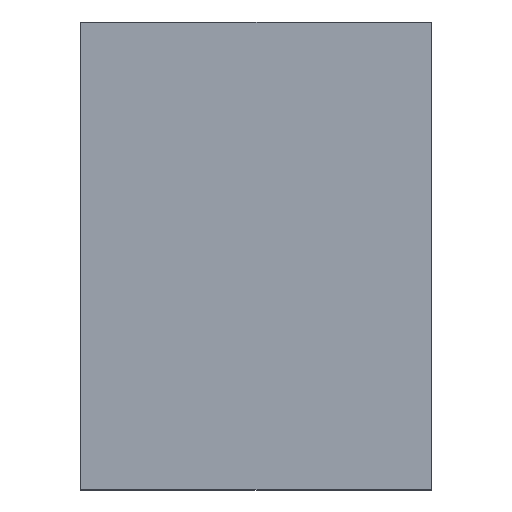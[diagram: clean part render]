
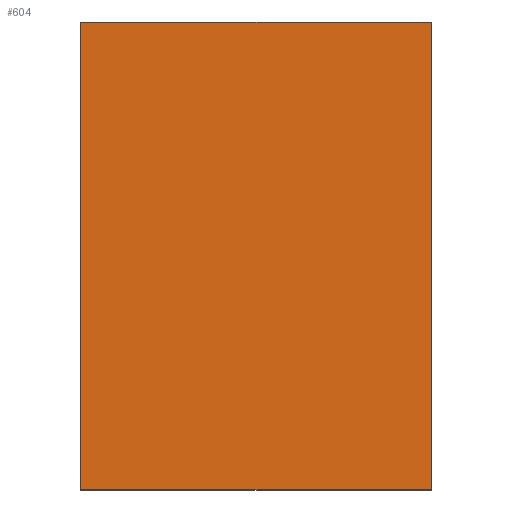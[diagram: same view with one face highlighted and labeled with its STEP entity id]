
A CAD part, left-side view. The second image highlights one B-rep face of the part: STEP entity #604.
In plain terms, the highlighted planar face has unit normal (-1, 0, 0).
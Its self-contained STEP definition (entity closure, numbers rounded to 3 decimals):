
#4 = EDGE_CURVE ( 'NONE', #1294, #958, #57, .T. ) ;
#35 = VECTOR ( 'NONE', #2001, 1000. ) ;
#39 = ORIENTED_EDGE ( 'NONE', *, *, #273, .T. ) ;
#57 = LINE ( 'NONE', #1991, #35 ) ;
#58 = CARTESIAN_POINT ( 'NONE',  ( -0.8, 0., -0.4 ) ) ;
#255 = LINE ( 'NONE', #869, #1491 ) ;
#273 = EDGE_CURVE ( 'NONE', #992, #958, #255, .T. ) ;
#275 = CARTESIAN_POINT ( 'NONE',  ( -0.8, 0., -0.4 ) ) ;
#280 = ORIENTED_EDGE ( 'NONE', *, *, #759, .F. ) ;
#391 = FACE_OUTER_BOUND ( 'NONE', #843, .T. ) ;
#392 = LINE ( 'NONE', #758, #2075 ) ;
#539 = DIRECTION ( 'NONE',  ( 0., 0., 1. ) ) ;
#576 = DIRECTION ( 'NONE',  ( 0., 1., 0. ) ) ;
#604 = ADVANCED_FACE ( 'NONE', ( #391 ), #1516, .T. ) ;
#612 = LINE ( 'NONE', #275, #1660 ) ;
#758 = CARTESIAN_POINT ( 'NONE',  ( -0.8, 0., -0.4 ) ) ;
#759 = EDGE_CURVE ( 'NONE', #2002, #1294, #392, .T. ) ;
#843 = EDGE_LOOP ( 'NONE', ( #1807, #280, #1870, #39 ) ) ;
#869 = CARTESIAN_POINT ( 'NONE',  ( -0.8, 0., 0.4 ) ) ;
#958 = VERTEX_POINT ( 'NONE', #1661 ) ;
#992 = VERTEX_POINT ( 'NONE', #1887 ) ;
#1027 = DIRECTION ( 'NONE',  ( 0., 1., 0. ) ) ;
#1054 = EDGE_CURVE ( 'NONE', #2002, #992, #612, .T. ) ;
#1097 = DIRECTION ( 'NONE',  ( 0., 0., 1. ) ) ;
#1294 = VERTEX_POINT ( 'NONE', #1355 ) ;
#1355 = CARTESIAN_POINT ( 'NONE',  ( -0.8, 0.6, -0.4 ) ) ;
#1491 = VECTOR ( 'NONE', #1027, 1000. ) ;
#1516 = PLANE ( 'NONE',  #1530 ) ;
#1530 = AXIS2_PLACEMENT_3D ( 'NONE', #1874, #2021, #539 ) ;
#1660 = VECTOR ( 'NONE', #1097, 1000. ) ;
#1661 = CARTESIAN_POINT ( 'NONE',  ( -0.8, 0.6, 0.4 ) ) ;
#1807 = ORIENTED_EDGE ( 'NONE', *, *, #4, .F. ) ;
#1870 = ORIENTED_EDGE ( 'NONE', *, *, #1054, .T. ) ;
#1874 = CARTESIAN_POINT ( 'NONE',  ( -0.8, 0., -0.4 ) ) ;
#1887 = CARTESIAN_POINT ( 'NONE',  ( -0.8, 0., 0.4 ) ) ;
#1991 = CARTESIAN_POINT ( 'NONE',  ( -0.8, 0.6, -0.4 ) ) ;
#2001 = DIRECTION ( 'NONE',  ( 0., 0., 1. ) ) ;
#2002 = VERTEX_POINT ( 'NONE', #58 ) ;
#2021 = DIRECTION ( 'NONE',  ( -1., 0., 0. ) ) ;
#2075 = VECTOR ( 'NONE', #576, 1000. ) ;
